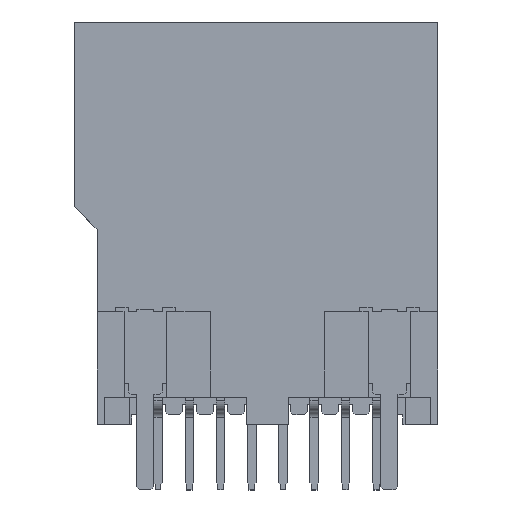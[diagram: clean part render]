
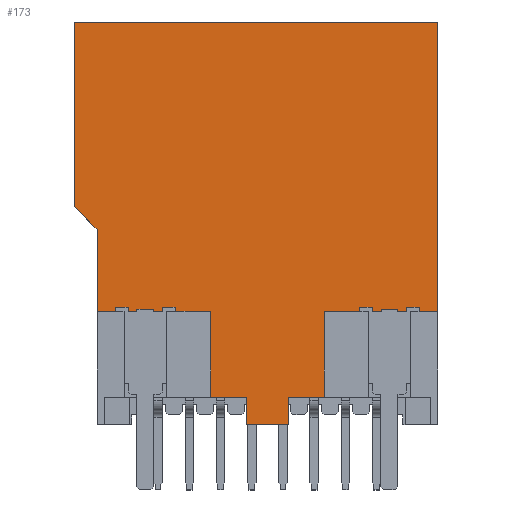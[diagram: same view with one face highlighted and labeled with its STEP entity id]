
A CAD part, top view. The second image highlights one B-rep face of the part: STEP entity #173.
In plain terms, the highlighted planar face has unit normal (0, 0, 1).
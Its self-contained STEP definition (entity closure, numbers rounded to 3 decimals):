
#8 = VERTEX_POINT ( 'NONE', #7625 ) ;
#106 = ORIENTED_EDGE ( 'NONE', *, *, #11414, .T. ) ;
#173 = ADVANCED_FACE ( 'NONE', ( #1454 ), #10171, .F. ) ;
#260 = DIRECTION ( 'NONE',  ( -1., 0., 0. ) ) ;
#366 = CARTESIAN_POINT ( 'NONE',  ( 2., -6.13, 1.65 ) ) ;
#501 = VECTOR ( 'NONE', #2653, 1000. ) ;
#559 = DIRECTION ( 'NONE',  ( 0.707, -0.707, 0. ) ) ;
#609 = DIRECTION ( 'NONE',  ( 1., 0., 0. ) ) ;
#737 = VECTOR ( 'NONE', #3799, 1000. ) ;
#997 = ORIENTED_EDGE ( 'NONE', *, *, #7513, .F. ) ;
#1100 = LINE ( 'NONE', #9978, #6585 ) ;
#1358 = CARTESIAN_POINT ( 'NONE',  ( -2., -7.09, 1.65 ) ) ;
#1362 = CARTESIAN_POINT ( 'NONE',  ( -2., -6.13, 1.65 ) ) ;
#1413 = EDGE_CURVE ( 'NONE', #11386, #7243, #1100, .T. ) ;
#1454 = FACE_OUTER_BOUND ( 'NONE', #5912, .T. ) ;
#1531 = VERTEX_POINT ( 'NONE', #366 ) ;
#1584 = CARTESIAN_POINT ( 'NONE',  ( -6.8, 0.59, 1.65 ) ) ;
#1595 = EDGE_CURVE ( 'NONE', #4483, #8, #1818, .T. ) ;
#1649 = VERTEX_POINT ( 'NONE', #5827 ) ;
#1755 = CARTESIAN_POINT ( 'NONE',  ( -6.8, 0.59, 1.65 ) ) ;
#1806 = VECTOR ( 'NONE', #4734, 1000. ) ;
#1818 = LINE ( 'NONE', #11240, #10925 ) ;
#1841 = VECTOR ( 'NONE', #10440, 1000. ) ;
#1861 = CARTESIAN_POINT ( 'NONE',  ( -6., -0.21, 1.65 ) ) ;
#1991 = CARTESIAN_POINT ( 'NONE',  ( -6.8, 7.09, 1.65 ) ) ;
#2019 = CARTESIAN_POINT ( 'NONE',  ( 6., 7.09, 1.65 ) ) ;
#2087 = DIRECTION ( 'NONE',  ( 1., 0., 0. ) ) ;
#2118 = CARTESIAN_POINT ( 'NONE',  ( 2., -6.13, 1.65 ) ) ;
#2164 = CARTESIAN_POINT ( 'NONE',  ( 0.75, -4.578, 1.65 ) ) ;
#2195 = CARTESIAN_POINT ( 'NONE',  ( -0.75, -6.13, 1.65 ) ) ;
#2551 = ORIENTED_EDGE ( 'NONE', *, *, #10984, .T. ) ;
#2653 = DIRECTION ( 'NONE',  ( 0., 1., 0. ) ) ;
#2723 = LINE ( 'NONE', #7929, #8200 ) ;
#2797 = VERTEX_POINT ( 'NONE', #1861 ) ;
#2913 = LINE ( 'NONE', #1991, #737 ) ;
#3011 = ORIENTED_EDGE ( 'NONE', *, *, #7733, .F. ) ;
#3187 = DIRECTION ( 'NONE',  ( 0., -1., 0. ) ) ;
#3503 = VERTEX_POINT ( 'NONE', #1362 ) ;
#3799 = DIRECTION ( 'NONE',  ( 0., -1., 0. ) ) ;
#3890 = CARTESIAN_POINT ( 'NONE',  ( -6., 7.09, 1.65 ) ) ;
#4011 = LINE ( 'NONE', #2164, #4883 ) ;
#4015 = EDGE_CURVE ( 'NONE', #1531, #1649, #10264, .T. ) ;
#4303 = LINE ( 'NONE', #8457, #1841 ) ;
#4483 = VERTEX_POINT ( 'NONE', #11157 ) ;
#4569 = VERTEX_POINT ( 'NONE', #2195 ) ;
#4591 = CARTESIAN_POINT ( 'NONE',  ( -2., -3.11, 1.65 ) ) ;
#4691 = CARTESIAN_POINT ( 'NONE',  ( -0.75, -4.578, 1.65 ) ) ;
#4734 = DIRECTION ( 'NONE',  ( 0., 1., 0. ) ) ;
#4805 = ORIENTED_EDGE ( 'NONE', *, *, #11443, .T. ) ;
#4820 = DIRECTION ( 'NONE',  ( -1., 0., 0. ) ) ;
#4824 = VECTOR ( 'NONE', #609, 1000. ) ;
#4883 = VECTOR ( 'NONE', #3187, 1000. ) ;
#4964 = LINE ( 'NONE', #8851, #4824 ) ;
#4970 = VERTEX_POINT ( 'NONE', #4591 ) ;
#4985 = DIRECTION ( 'NONE',  ( 0., -1., 0. ) ) ;
#4993 = ORIENTED_EDGE ( 'NONE', *, *, #1413, .T. ) ;
#5389 = VECTOR ( 'NONE', #6548, 1000. ) ;
#5437 = EDGE_CURVE ( 'NONE', #4970, #3503, #9984, .T. ) ;
#5618 = EDGE_CURVE ( 'NONE', #9792, #8361, #2913, .T. ) ;
#5639 = VECTOR ( 'NONE', #4985, 1000. ) ;
#5827 = CARTESIAN_POINT ( 'NONE',  ( 0.75, -6.13, 1.65 ) ) ;
#5912 = EDGE_LOOP ( 'NONE', ( #7049, #106, #4993, #9440, #6932, #8253, #9915, #3011, #2551, #7014, #997, #4805, #10183, #6629 ) ) ;
#6548 = DIRECTION ( 'NONE',  ( 0., -1., 0. ) ) ;
#6585 = VECTOR ( 'NONE', #7214, 1000. ) ;
#6629 = ORIENTED_EDGE ( 'NONE', *, *, #6843, .F. ) ;
#6649 = DIRECTION ( 'NONE',  ( 0., 0., -1. ) ) ;
#6843 = EDGE_CURVE ( 'NONE', #1649, #4483, #4011, .T. ) ;
#6932 = ORIENTED_EDGE ( 'NONE', *, *, #10353, .F. ) ;
#6944 = EDGE_CURVE ( 'NONE', #8361, #2797, #11097, .T. ) ;
#7014 = ORIENTED_EDGE ( 'NONE', *, *, #5437, .T. ) ;
#7049 = ORIENTED_EDGE ( 'NONE', *, *, #4015, .F. ) ;
#7106 = LINE ( 'NONE', #7154, #501 ) ;
#7154 = CARTESIAN_POINT ( 'NONE',  ( 2., -7.09, 1.65 ) ) ;
#7214 = DIRECTION ( 'NONE',  ( 1., 0., 0. ) ) ;
#7243 = VERTEX_POINT ( 'NONE', #10144 ) ;
#7513 = EDGE_CURVE ( 'NONE', #4569, #3503, #2723, .T. ) ;
#7625 = CARTESIAN_POINT ( 'NONE',  ( -0.75, -7.09, 1.65 ) ) ;
#7733 = EDGE_CURVE ( 'NONE', #9879, #2797, #4303, .T. ) ;
#7929 = CARTESIAN_POINT ( 'NONE',  ( 2., -6.13, 1.65 ) ) ;
#8200 = VECTOR ( 'NONE', #11433, 1000. ) ;
#8253 = ORIENTED_EDGE ( 'NONE', *, *, #5618, .T. ) ;
#8361 = VERTEX_POINT ( 'NONE', #1755 ) ;
#8457 = CARTESIAN_POINT ( 'NONE',  ( -6., -3.11, 1.65 ) ) ;
#8468 = EDGE_CURVE ( 'NONE', #7243, #9620, #9049, .T. ) ;
#8851 = CARTESIAN_POINT ( 'NONE',  ( -6., -3.11, 1.65 ) ) ;
#8986 = VECTOR ( 'NONE', #260, 1000. ) ;
#9049 = LINE ( 'NONE', #9228, #1806 ) ;
#9216 = VECTOR ( 'NONE', #559, 1000. ) ;
#9228 = CARTESIAN_POINT ( 'NONE',  ( 6., -3.11, 1.65 ) ) ;
#9436 = LINE ( 'NONE', #4691, #5389 ) ;
#9440 = ORIENTED_EDGE ( 'NONE', *, *, #8468, .T. ) ;
#9517 = DIRECTION ( 'NONE',  ( 0., 1., 0. ) ) ;
#9620 = VERTEX_POINT ( 'NONE', #2019 ) ;
#9643 = CARTESIAN_POINT ( 'NONE',  ( -6., -3.11, 1.65 ) ) ;
#9792 = VERTEX_POINT ( 'NONE', #10539 ) ;
#9879 = VERTEX_POINT ( 'NONE', #9643 ) ;
#9915 = ORIENTED_EDGE ( 'NONE', *, *, #6944, .T. ) ;
#9978 = CARTESIAN_POINT ( 'NONE',  ( -6., -3.11, 1.65 ) ) ;
#9984 = LINE ( 'NONE', #1358, #5639 ) ;
#9996 = CARTESIAN_POINT ( 'NONE',  ( 2., -3.11, 1.65 ) ) ;
#10144 = CARTESIAN_POINT ( 'NONE',  ( 6., -3.11, 1.65 ) ) ;
#10171 = PLANE ( 'NONE',  #10901 ) ;
#10183 = ORIENTED_EDGE ( 'NONE', *, *, #1595, .F. ) ;
#10264 = LINE ( 'NONE', #2118, #8986 ) ;
#10353 = EDGE_CURVE ( 'NONE', #9792, #9620, #11779, .T. ) ;
#10440 = DIRECTION ( 'NONE',  ( 0., 1., 0. ) ) ;
#10539 = CARTESIAN_POINT ( 'NONE',  ( -6.8, 7.09, 1.65 ) ) ;
#10901 = AXIS2_PLACEMENT_3D ( 'NONE', #11105, #6649, #9517 ) ;
#10925 = VECTOR ( 'NONE', #4820, 1000. ) ;
#10984 = EDGE_CURVE ( 'NONE', #9879, #4970, #4964, .T. ) ;
#11097 = LINE ( 'NONE', #1584, #9216 ) ;
#11105 = CARTESIAN_POINT ( 'NONE',  ( -6., -3.11, 1.65 ) ) ;
#11157 = CARTESIAN_POINT ( 'NONE',  ( 0.75, -7.09, 1.65 ) ) ;
#11240 = CARTESIAN_POINT ( 'NONE',  ( 0.75, -7.09, 1.65 ) ) ;
#11386 = VERTEX_POINT ( 'NONE', #9996 ) ;
#11414 = EDGE_CURVE ( 'NONE', #1531, #11386, #7106, .T. ) ;
#11433 = DIRECTION ( 'NONE',  ( -1., 0., 0. ) ) ;
#11443 = EDGE_CURVE ( 'NONE', #4569, #8, #9436, .T. ) ;
#11635 = VECTOR ( 'NONE', #2087, 1000. ) ;
#11779 = LINE ( 'NONE', #3890, #11635 ) ;
